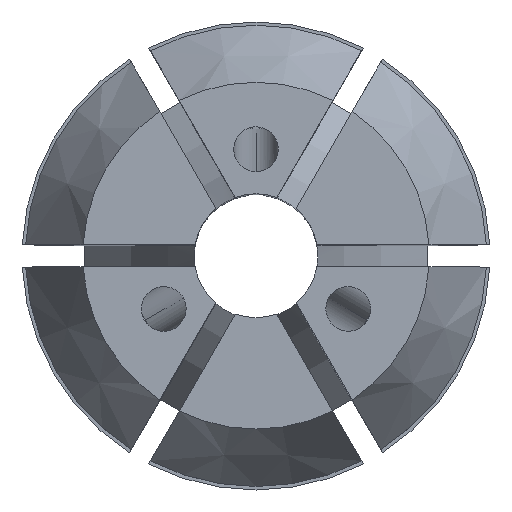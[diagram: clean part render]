
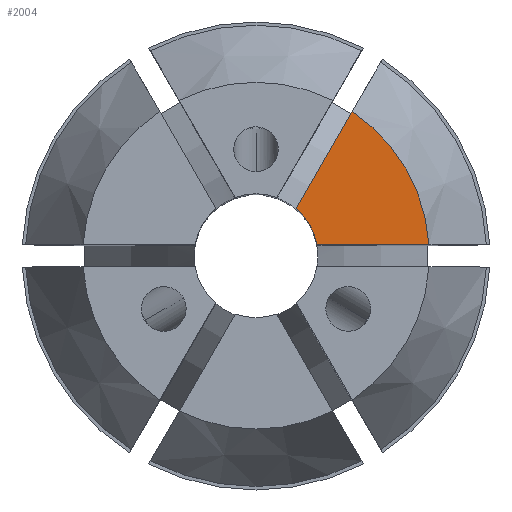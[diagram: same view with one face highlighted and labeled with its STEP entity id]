
A CAD part, top view. The second image highlights one B-rep face of the part: STEP entity #2004.
In plain terms, the highlighted planar face has unit normal (0, 0, 1).
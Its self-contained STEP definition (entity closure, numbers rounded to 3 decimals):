
#105 = CARTESIAN_POINT ( 'NONE',  ( 0., 7.778, 31.5 ) ) ;
#113 = DIRECTION ( 'NONE',  ( 0., 0., 1. ) ) ;
#173 = VERTEX_POINT ( 'NONE', #1694 ) ;
#223 = CARTESIAN_POINT ( 'NONE',  ( 1.799, 2.117, 31.5 ) ) ;
#253 = CARTESIAN_POINT ( 'NONE',  ( 0., 0.5, 31.5 ) ) ;
#316 = CARTESIAN_POINT ( 'NONE',  ( 4.314, 6.472, 31.5 ) ) ;
#364 = AXIS2_PLACEMENT_3D ( 'NONE', #105, #113, #971 ) ;
#416 = PLANE ( 'NONE',  #364 ) ;
#430 = EDGE_CURVE ( 'NONE', #173, #1777, #2115, .T. ) ;
#591 = ORIENTED_EDGE ( 'NONE', *, *, #430, .F. ) ;
#599 = VECTOR ( 'NONE', #3715, 1000. ) ;
#838 = LINE ( 'NONE', #1382, #599 ) ;
#870 = ORIENTED_EDGE ( 'NONE', *, *, #3061, .F. ) ;
#939 = CARTESIAN_POINT ( 'NONE',  ( 0., 0., 31.5 ) ) ;
#955 = DIRECTION ( 'NONE',  ( 1., 0., 0. ) ) ;
#971 = DIRECTION ( 'NONE',  ( 1., 0., 0. ) ) ;
#1249 = EDGE_CURVE ( 'NONE', #1777, #2133, #838, .T. ) ;
#1366 = VECTOR ( 'NONE', #1698, 1000. ) ;
#1382 = CARTESIAN_POINT ( 'NONE',  ( 3.801, 5.584, 31.5 ) ) ;
#1383 = AXIS2_PLACEMENT_3D ( 'NONE', #3584, #2136, #955 ) ;
#1450 = CARTESIAN_POINT ( 'NONE',  ( 7.762, 0.5, 31.5 ) ) ;
#1536 = DIRECTION ( 'NONE',  ( -1., 0., 0. ) ) ;
#1694 = CARTESIAN_POINT ( 'NONE',  ( 2.733, 0.5, 31.5 ) ) ;
#1698 = DIRECTION ( 'NONE',  ( -1., 0., 0. ) ) ;
#1777 = VERTEX_POINT ( 'NONE', #223 ) ;
#1956 = VERTEX_POINT ( 'NONE', #1450 ) ;
#2004 = ADVANCED_FACE ( 'NONE', ( #3607 ), #416, .T. ) ;
#2075 = ORIENTED_EDGE ( 'NONE', *, *, #2786, .F. ) ;
#2115 = CIRCLE ( 'NONE', #1383, 2.778 ) ;
#2133 = VERTEX_POINT ( 'NONE', #316 ) ;
#2136 = DIRECTION ( 'NONE',  ( 0., 0., 1. ) ) ;
#2274 = EDGE_LOOP ( 'NONE', ( #3049, #591, #2075, #870 ) ) ;
#2427 = LINE ( 'NONE', #253, #1366 ) ;
#2694 = DIRECTION ( 'NONE',  ( 0., 0., -1. ) ) ;
#2786 = EDGE_CURVE ( 'NONE', #1956, #173, #2427, .T. ) ;
#3049 = ORIENTED_EDGE ( 'NONE', *, *, #1249, .F. ) ;
#3061 = EDGE_CURVE ( 'NONE', #2133, #1956, #3506, .T. ) ;
#3506 = CIRCLE ( 'NONE', #3720, 7.778 ) ;
#3584 = CARTESIAN_POINT ( 'NONE',  ( 0., 0., 31.5 ) ) ;
#3607 = FACE_OUTER_BOUND ( 'NONE', #2274, .T. ) ;
#3715 = DIRECTION ( 'NONE',  ( 0.5, 0.866, 0. ) ) ;
#3720 = AXIS2_PLACEMENT_3D ( 'NONE', #939, #2694, #1536 ) ;
